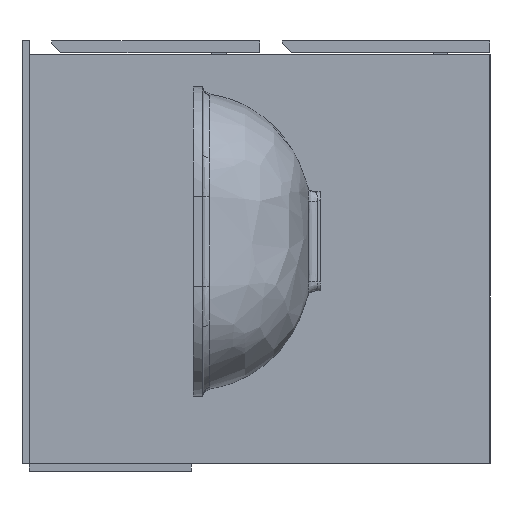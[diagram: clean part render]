
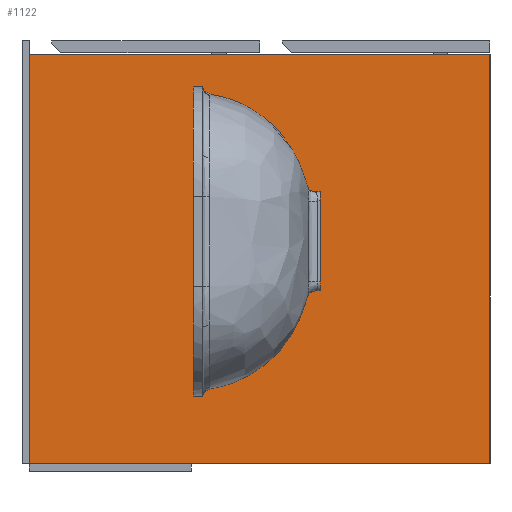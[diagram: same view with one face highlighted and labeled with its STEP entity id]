
A CAD part, left-side view. The second image highlights one B-rep face of the part: STEP entity #1122.
In plain terms, the highlighted planar face has unit normal (-1, 0, 0).
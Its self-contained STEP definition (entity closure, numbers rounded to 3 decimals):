
#1122 = ADVANCED_FACE ( 'NONE', ( #1379 ), #11337, .F. ) ;
#1226 = DIRECTION ( 'NONE',  ( 0., -1., 0. ) ) ;
#1379 = FACE_OUTER_BOUND ( 'NONE', #19111, .T. ) ;
#2260 = LINE ( 'NONE', #12205, #28130 ) ;
#2467 = CARTESIAN_POINT ( 'NONE',  ( 2., 0., -15. ) ) ;
#3936 = VERTEX_POINT ( 'NONE', #22157 ) ;
#4487 = ORIENTED_EDGE ( 'NONE', *, *, #11103, .T. ) ;
#6499 = DIRECTION ( 'NONE',  ( 0., 0., 1. ) ) ;
#8644 = VECTOR ( 'NONE', #6499, 1000. ) ;
#8901 = DIRECTION ( 'NONE',  ( 0., 0., -1. ) ) ;
#10613 = VERTEX_POINT ( 'NONE', #2467 ) ;
#11103 = EDGE_CURVE ( 'NONE', #16049, #20648, #2260, .T. ) ;
#11337 = PLANE ( 'NONE',  #18194 ) ;
#11785 = VECTOR ( 'NONE', #1226, 1000. ) ;
#12205 = CARTESIAN_POINT ( 'NONE',  ( 2., 967.397, -470. ) ) ;
#12991 = CARTESIAN_POINT ( 'NONE',  ( 2., 512., -470. ) ) ;
#13622 = LINE ( 'NONE', #23564, #11785 ) ;
#14294 = LINE ( 'NONE', #19521, #19205 ) ;
#14745 = ORIENTED_EDGE ( 'NONE', *, *, #19872, .F. ) ;
#16049 = VERTEX_POINT ( 'NONE', #12991 ) ;
#18194 = AXIS2_PLACEMENT_3D ( 'NONE', #21288, #31215, #8901 ) ;
#18702 = EDGE_CURVE ( 'NONE', #20648, #10613, #18917, .T. ) ;
#18917 = LINE ( 'NONE', #28844, #8644 ) ;
#19111 = EDGE_LOOP ( 'NONE', ( #19306, #4487, #30404, #14745 ) ) ;
#19205 = VECTOR ( 'NONE', #29444, 1000. ) ;
#19306 = ORIENTED_EDGE ( 'NONE', *, *, #24261, .F. ) ;
#19521 = CARTESIAN_POINT ( 'NONE',  ( 2., 512., -470. ) ) ;
#19872 = EDGE_CURVE ( 'NONE', #3936, #10613, #13622, .T. ) ;
#20648 = VERTEX_POINT ( 'NONE', #25797 ) ;
#21288 = CARTESIAN_POINT ( 'NONE',  ( 2., 967.397, -470. ) ) ;
#22152 = DIRECTION ( 'NONE',  ( 0., -1., 0. ) ) ;
#22157 = CARTESIAN_POINT ( 'NONE',  ( 2., 512., -15. ) ) ;
#23564 = CARTESIAN_POINT ( 'NONE',  ( 2., 967.397, -15. ) ) ;
#24261 = EDGE_CURVE ( 'NONE', #16049, #3936, #14294, .T. ) ;
#25797 = CARTESIAN_POINT ( 'NONE',  ( 2., 0., -470. ) ) ;
#28130 = VECTOR ( 'NONE', #22152, 1000. ) ;
#28844 = CARTESIAN_POINT ( 'NONE',  ( 2., 0., -470. ) ) ;
#29444 = DIRECTION ( 'NONE',  ( 0., 0., 1. ) ) ;
#30404 = ORIENTED_EDGE ( 'NONE', *, *, #18702, .T. ) ;
#31215 = DIRECTION ( 'NONE',  ( 1., 0., 0. ) ) ;
